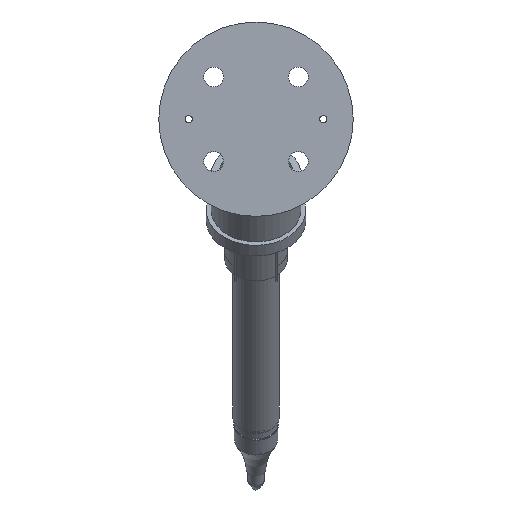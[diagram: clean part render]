
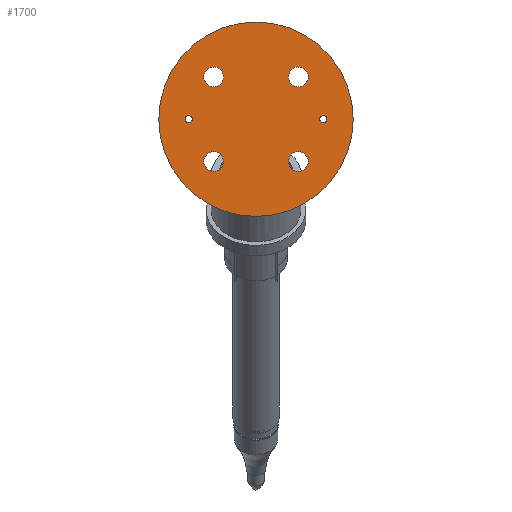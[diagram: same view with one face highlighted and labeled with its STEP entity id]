
A CAD part, front view. The second image highlights one B-rep face of the part: STEP entity #1700.
In plain terms, the highlighted planar face has unit normal (0, -1, 0).
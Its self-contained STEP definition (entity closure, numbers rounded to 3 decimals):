
#86=FACE_BOUND('',#318,.T.);
#87=FACE_BOUND('',#319,.T.);
#88=FACE_BOUND('',#320,.T.);
#89=FACE_BOUND('',#321,.T.);
#90=FACE_BOUND('',#322,.T.);
#91=FACE_BOUND('',#323,.T.);
#115=PLANE('',#1974);
#191=FACE_OUTER_BOUND('',#317,.T.);
#317=EDGE_LOOP('',(#1215));
#318=EDGE_LOOP('',(#1216));
#319=EDGE_LOOP('',(#1217));
#320=EDGE_LOOP('',(#1218));
#321=EDGE_LOOP('',(#1219));
#322=EDGE_LOOP('',(#1220));
#323=EDGE_LOOP('',(#1221));
#714=CIRCLE('',#1954,1.2);
#716=CIRCLE('',#1957,1.2);
#718=CIRCLE('',#1960,3.3);
#720=CIRCLE('',#1963,3.3);
#722=CIRCLE('',#1966,3.3);
#724=CIRCLE('',#1969,3.3);
#726=CIRCLE('',#1972,32.5);
#811=VERTEX_POINT('',#2773);
#813=VERTEX_POINT('',#2779);
#815=VERTEX_POINT('',#2785);
#817=VERTEX_POINT('',#2791);
#819=VERTEX_POINT('',#2797);
#821=VERTEX_POINT('',#2803);
#823=VERTEX_POINT('',#2809);
#949=EDGE_CURVE('',#811,#811,#714,.T.);
#952=EDGE_CURVE('',#813,#813,#716,.T.);
#955=EDGE_CURVE('',#815,#815,#718,.T.);
#958=EDGE_CURVE('',#817,#817,#720,.T.);
#961=EDGE_CURVE('',#819,#819,#722,.T.);
#964=EDGE_CURVE('',#821,#821,#724,.T.);
#967=EDGE_CURVE('',#823,#823,#726,.T.);
#1215=ORIENTED_EDGE('',*,*,#967,.F.);
#1216=ORIENTED_EDGE('',*,*,#949,.T.);
#1217=ORIENTED_EDGE('',*,*,#952,.T.);
#1218=ORIENTED_EDGE('',*,*,#955,.T.);
#1219=ORIENTED_EDGE('',*,*,#958,.T.);
#1220=ORIENTED_EDGE('',*,*,#961,.T.);
#1221=ORIENTED_EDGE('',*,*,#964,.T.);
#1700=ADVANCED_FACE('',(#191,#86,#87,#88,#89,#90,#91),#115,.F.);
#1954=AXIS2_PLACEMENT_3D('',#2775,#2189,#2190);
#1957=AXIS2_PLACEMENT_3D('',#2781,#2196,#2197);
#1960=AXIS2_PLACEMENT_3D('',#2787,#2203,#2204);
#1963=AXIS2_PLACEMENT_3D('',#2793,#2210,#2211);
#1966=AXIS2_PLACEMENT_3D('',#2799,#2217,#2218);
#1969=AXIS2_PLACEMENT_3D('',#2805,#2224,#2225);
#1972=AXIS2_PLACEMENT_3D('',#2811,#2231,#2232);
#1974=AXIS2_PLACEMENT_3D('',#2813,#2235,#2236);
#2189=DIRECTION('center_axis',(0.,1.,0.));
#2190=DIRECTION('ref_axis',(1.,0.,0.));
#2196=DIRECTION('center_axis',(0.,1.,0.));
#2197=DIRECTION('ref_axis',(1.,0.,0.));
#2203=DIRECTION('center_axis',(0.,1.,0.));
#2204=DIRECTION('ref_axis',(1.,0.,0.));
#2210=DIRECTION('center_axis',(0.,1.,0.));
#2211=DIRECTION('ref_axis',(1.,0.,0.));
#2217=DIRECTION('center_axis',(0.,1.,0.));
#2218=DIRECTION('ref_axis',(1.,0.,0.));
#2224=DIRECTION('center_axis',(0.,1.,0.));
#2225=DIRECTION('ref_axis',(1.,0.,0.));
#2231=DIRECTION('center_axis',(0.,1.,0.));
#2232=DIRECTION('ref_axis',(-1.,0.,0.));
#2235=DIRECTION('center_axis',(0.,1.,0.));
#2236=DIRECTION('ref_axis',(0.,0.,1.));
#2773=CARTESIAN_POINT('',(21.3,0.,0.));
#2775=CARTESIAN_POINT('Origin',(22.5,0.,0.));
#2779=CARTESIAN_POINT('',(-23.7,0.,0.));
#2781=CARTESIAN_POINT('Origin',(-22.5,0.,0.));
#2785=CARTESIAN_POINT('',(-17.442,0.,14.142));
#2787=CARTESIAN_POINT('Origin',(-14.142,0.,14.142));
#2791=CARTESIAN_POINT('',(10.842,0.,14.142));
#2793=CARTESIAN_POINT('Origin',(14.142,0.,14.142));
#2797=CARTESIAN_POINT('',(10.842,0.,-14.142));
#2799=CARTESIAN_POINT('Origin',(14.142,0.,-14.142));
#2803=CARTESIAN_POINT('',(-17.442,0.,-14.142));
#2805=CARTESIAN_POINT('Origin',(-14.142,0.,-14.142));
#2809=CARTESIAN_POINT('',(32.5,0.,0.));
#2811=CARTESIAN_POINT('Origin',(0.,0.,0.));
#2813=CARTESIAN_POINT('Origin',(0.,0.,0.));
